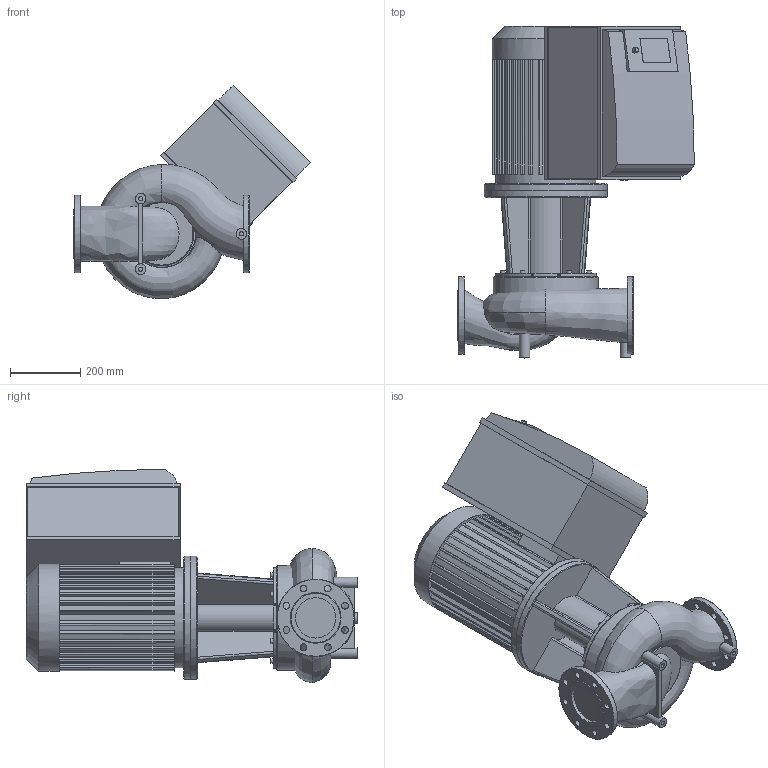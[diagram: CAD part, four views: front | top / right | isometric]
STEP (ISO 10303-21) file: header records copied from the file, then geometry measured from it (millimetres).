
FILE_DESCRIPTION(/* description */ (''),/* implementation_level */ '2;1');
FILE_NAME(/* name */ '3d_IL-E100_145-11_2-R1-2153748.stp',/* time_stamp */ '2016-12-22T07:47:15+01:00',/* author */ ('Andrzej'),/* organization */ (''),/* preprocessor_version */ 'ST-DEVELOPER v15.5',/* originating_system */ 'AutoCAD Mechanical',/* authorisation */ '');
FILE_SCHEMA (('AUTOMOTIVE_DESIGN { 1 0 10303 214 3 1 1 }'));
Length unit declared in the file: millimetre
Products named in the file (1): Product
Bounding box: 671.44 x 942.03 x 605.1 mm (x, y, z)
Volume: 97438527 mm3; surface area: 2921862.3 mm2
Topology: 12 solids, 12 shells, 665 faces, 1678 edges, 1075 vertices
Faces by surface type: plane 457, cylinder 136, bspline 45, torus 20, cone 7
Full cylindrical faces by diameter (mm): 10 x2, 12 x3, 13 x8, 14 x4, 15 x1, 18 x1, 19 x16, 20 x1, 22 x1, 25 x1, 30 x3, 80 x1, 114.3 x2, 220 x2, 285 x1, 298 x1, 305 x1, 350 x2
Entity records: 27379 total; most frequent: CARTESIAN_POINT 11628, DIRECTION 3207, ORIENTED_EDGE 3178, EDGE_CURVE 1589, AXIS2_PLACEMENT_3D 1131, VERTEX_POINT 1060, LINE 945, VECTOR 945
